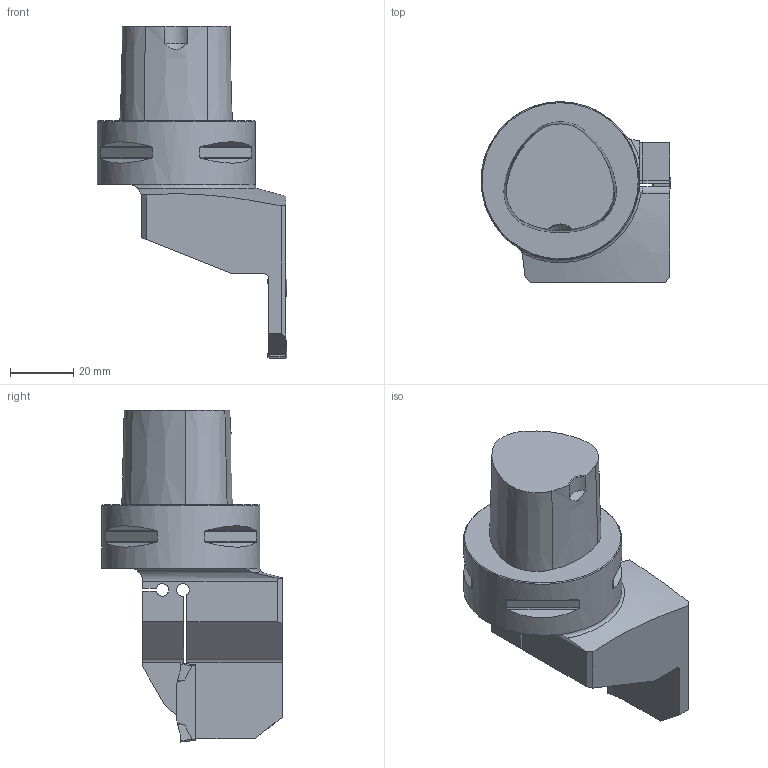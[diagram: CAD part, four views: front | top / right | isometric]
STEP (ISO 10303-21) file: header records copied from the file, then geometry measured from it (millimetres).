
FILE_DESCRIPTION(/* description */ (''),/* implementation_level */ '2;1');
FILE_NAME(/* name */ 'TOOLASSEMBLY_1.STP',/* time_stamp */ '2022-11-03T14:12:29+01:00',/* author */ (''),/* organization */ ('SMS'),/* preprocessor_version */ 'ST-DEVELOPER v16.7',/* originating_system */ 'SIEMENS PLM Software NX 12.0',/* authorisation */ '');
FILE_SCHEMA (('AUTOMOTIVE_DESIGN { 1 0 10303 214 3 1 1 1 }'));
Length unit declared in the file: millimetre
Products named in the file (4): ASSEMBLY_CONSTRUCTION; CUT_20221103141121; NOCUT_20221103141029; TOOLASSEMBLY_1
Assembly tree (3 placements, depth 2):
  TOOLASSEMBLY_1
    NOCUT_20221103141029
    CUT_20221103141121
    ASSEMBLY_CONSTRUCTION
Bounding box: 60.02 x 57 x 105 mm (x, y, z)
Volume: 115807.7 mm3; surface area: 20902.4 mm2
Topology: 2 solids, 2 shells, 114 faces, 311 edges, 210 vertices
Faces by surface type: plane 72, cylinder 24, cone 11, extrusion 4, torus 3
Full cylindrical faces by diameter (mm): 50 x1
Entity records: 4146 total; most frequent: CARTESIAN_POINT 1147, ORIENTED_EDGE 614, DIRECTION 566, EDGE_CURVE 307, VERTEX_POINT 204, VECTOR 200, LINE 196, AXIS2_PLACEMENT_3D 183
